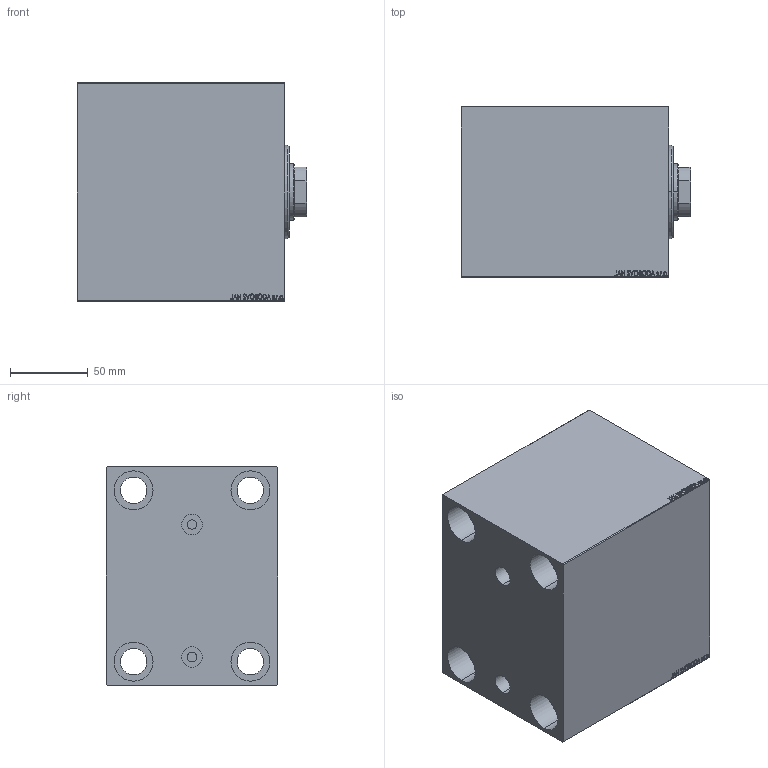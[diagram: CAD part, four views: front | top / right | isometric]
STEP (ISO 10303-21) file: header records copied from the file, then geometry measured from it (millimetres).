
FILE_DESCRIPTION (( 'STEP AP203' ), '1' );
FILE_NAME ('2064.STEP', '2022-04-17T15:30:57', ( '' ), ( '' ), 'SwSTEP 2.0', 'SolidWorks 2019', '' );
FILE_SCHEMA (( 'CONFIG_CONTROL_DESIGN' ));
Length unit declared in the file: millimetre
Products named in the file (4): V450CP_VC_B 6e61bd365c8b97d51351369181c3ffb8; V450CP_C 6e61bd365c8b97d51351369181c3ffb8; 2064; V450CP_B_VCP 6e61bd365c8b97d51351369181c3ffb8
Assembly tree (3 placements, depth 2):
  2064
    V450CP_C 6e61bd365c8b97d51351369181c3ffb8
    V450CP_B_VCP 6e61bd365c8b97d51351369181c3ffb8
    V450CP_VC_B 6e61bd365c8b97d51351369181c3ffb8
Bounding box: 147 x 110 x 140 mm (x, y, z)
Volume: 1804101.4 mm3; surface area: 224273.4 mm2
Topology: 3 solids, 3 shells, 883 faces, 2248 edges, 1489 vertices
Faces by surface type: plane 413, bspline 380, cylinder 72, cone 18
Entity records: 44442 total; most frequent: CARTESIAN_POINT 25124, ORIENTED_EDGE 4492, DIRECTION 2656, EDGE_CURVE 2246, VERTEX_POINT 1489, VECTOR 1318, LINE 1318, EDGE_LOOP 1015
